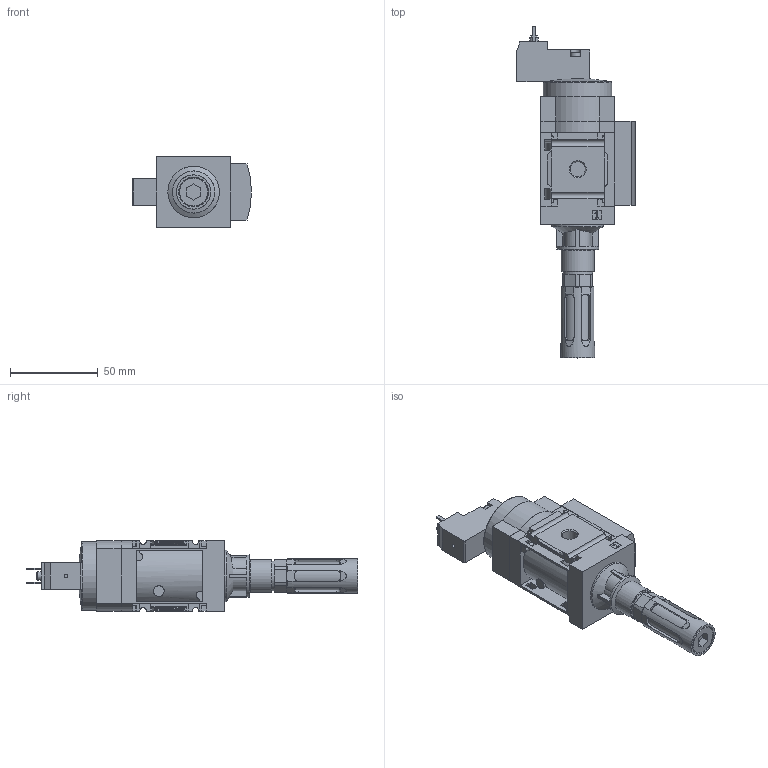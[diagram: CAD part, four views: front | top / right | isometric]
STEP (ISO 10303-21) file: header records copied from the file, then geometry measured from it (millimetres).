
FILE_DESCRIPTION(/* description */ ('STEP AP214'),/* implementation_level */ '2;1');
FILE_NAME(/* name */ '542600_MS4-EE-1_8-10V24-S',/* time_stamp */ '2024-09-09T15:50:17+02:00',/* author */ ('License CC BY-ND 4.0'),/* organization */ ('CADENAS'),/* preprocessor_version */ 'ST-DEVELOPER v19.3',/* originating_system */ 'PARTsolutions',/* authorisation */ ' ');
FILE_SCHEMA (('AUTOMOTIVE_DESIGN {1 0 10303 214 3 1 1}'));
Length unit declared in the file: millimetre
Products named in the file (3): 542600 MS4-EE-1/8-10V24-S; 527709 MS4-EE-1/8-10V24-S-0D; 6842 U-1/4-B
Assembly tree (2 placements, depth 2):
  542600 MS4-EE-1/8-10V24-S
    527709 MS4-EE-1/8-10V24-S-0D
    6842 U-1/4-B
Bounding box: 67.85 x 189.55 x 40.2 mm (x, y, z)
Volume: 165404.9 mm3; surface area: 32001.4 mm2
Topology: 2 solids, 2 shells, 479 faces, 1271 edges, 820 vertices
Faces by surface type: plane 328, cylinder 111, cone 30, torus 9, sphere 1
Full cylindrical faces by diameter (mm): 0.4 x1, 2 x1, 2.013 x1, 2.5 x1, 3.8 x1, 4.8 x1, 5 x1, 5.5 x2, 5.8 x1, 6.1 x1, 7.8 x1, 8.566 x2, 9.8 x1, 11.445 x1, 13.157 x1, 17 x1, 18.85 x1, 19.5 x1, 24 x1, 29.4 x1, 39 x1
Entity records: 17964 total; most frequent: CARTESIAN_POINT 2865, ORIENTED_EDGE 2420, DIRECTION 2356, EDGE_CURVE 1210, LINE 854, VECTOR 854, VERTEX_POINT 805, AXIS2_PLACEMENT_3D 751
